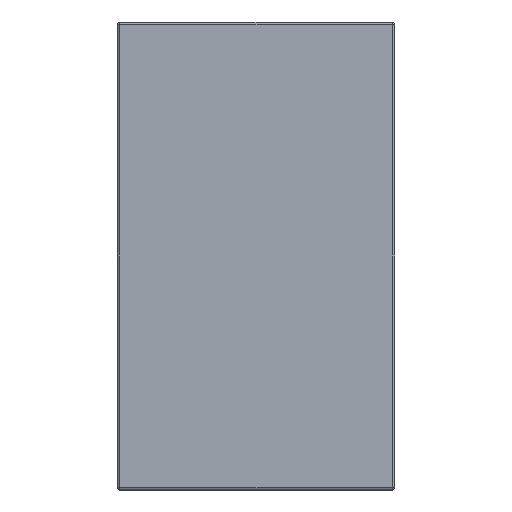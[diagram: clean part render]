
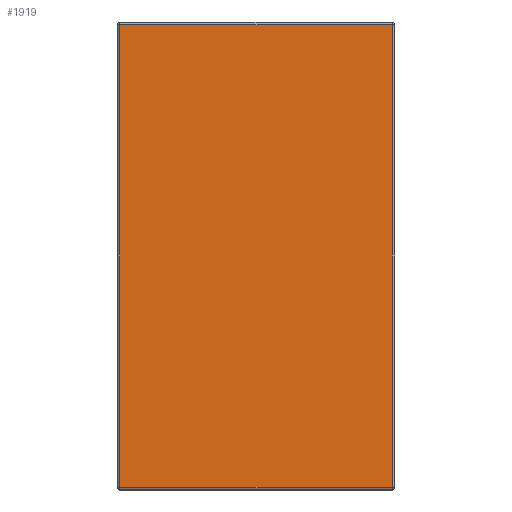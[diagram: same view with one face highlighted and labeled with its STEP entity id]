
A CAD part, left-side view. The second image highlights one B-rep face of the part: STEP entity #1919.
In plain terms, the highlighted planar face has unit normal (-1, 0, 0).
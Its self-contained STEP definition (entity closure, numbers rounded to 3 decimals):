
#4 = DIRECTION ( 'NONE',  ( 0., 1., 0. ) ) ;
#12 = FACE_OUTER_BOUND ( 'NONE', #981, .T. ) ;
#49 = CARTESIAN_POINT ( 'NONE',  ( 0., 0.01, -1.59 ) ) ;
#152 = CARTESIAN_POINT ( 'NONE',  ( 0., 0.95, -1.59 ) ) ;
#165 = PLANE ( 'NONE',  #246 ) ;
#173 = VERTEX_POINT ( 'NONE', #49 ) ;
#212 = DIRECTION ( 'NONE',  ( 0., 0., -1. ) ) ;
#243 = VECTOR ( 'NONE', #4, 1000. ) ;
#246 = AXIS2_PLACEMENT_3D ( 'NONE', #334, #1408, #497 ) ;
#334 = CARTESIAN_POINT ( 'NONE',  ( 0., 0.95, 0. ) ) ;
#404 = EDGE_CURVE ( 'NONE', #434, #173, #1836, .T. ) ;
#416 = ORIENTED_EDGE ( 'NONE', *, *, #1261, .F. ) ;
#434 = VERTEX_POINT ( 'NONE', #1625 ) ;
#497 = DIRECTION ( 'NONE',  ( 0., 0., -1. ) ) ;
#604 = DIRECTION ( 'NONE',  ( 0., 0., 1. ) ) ;
#606 = CARTESIAN_POINT ( 'NONE',  ( 0., 0.95, -0.01 ) ) ;
#649 = EDGE_CURVE ( 'NONE', #659, #1397, #726, .T. ) ;
#659 = VERTEX_POINT ( 'NONE', #1818 ) ;
#677 = VECTOR ( 'NONE', #212, 1000. ) ;
#726 = LINE ( 'NONE', #1665, #1878 ) ;
#742 = VECTOR ( 'NONE', #913, 1000. ) ;
#896 = ORIENTED_EDGE ( 'NONE', *, *, #404, .F. ) ;
#913 = DIRECTION ( 'NONE',  ( 0., -1., 0. ) ) ;
#981 = EDGE_LOOP ( 'NONE', ( #416, #1940, #1850, #896 ) ) ;
#1142 = LINE ( 'NONE', #606, #742 ) ;
#1154 = CARTESIAN_POINT ( 'NONE',  ( 0., 0.01, 0. ) ) ;
#1261 = EDGE_CURVE ( 'NONE', #1397, #434, #1142, .T. ) ;
#1397 = VERTEX_POINT ( 'NONE', #1720 ) ;
#1408 = DIRECTION ( 'NONE',  ( 1., 0., 0. ) ) ;
#1625 = CARTESIAN_POINT ( 'NONE',  ( 0., 0.01, -0.01 ) ) ;
#1665 = CARTESIAN_POINT ( 'NONE',  ( 0., 0.94, -1.6 ) ) ;
#1720 = CARTESIAN_POINT ( 'NONE',  ( 0., 0.94, -0.01 ) ) ;
#1778 = LINE ( 'NONE', #152, #243 ) ;
#1818 = CARTESIAN_POINT ( 'NONE',  ( 0., 0.94, -1.59 ) ) ;
#1836 = LINE ( 'NONE', #1154, #677 ) ;
#1850 = ORIENTED_EDGE ( 'NONE', *, *, #1865, .F. ) ;
#1865 = EDGE_CURVE ( 'NONE', #173, #659, #1778, .T. ) ;
#1878 = VECTOR ( 'NONE', #604, 1000. ) ;
#1919 = ADVANCED_FACE ( 'NONE', ( #12 ), #165, .F. ) ;
#1940 = ORIENTED_EDGE ( 'NONE', *, *, #649, .F. ) ;
